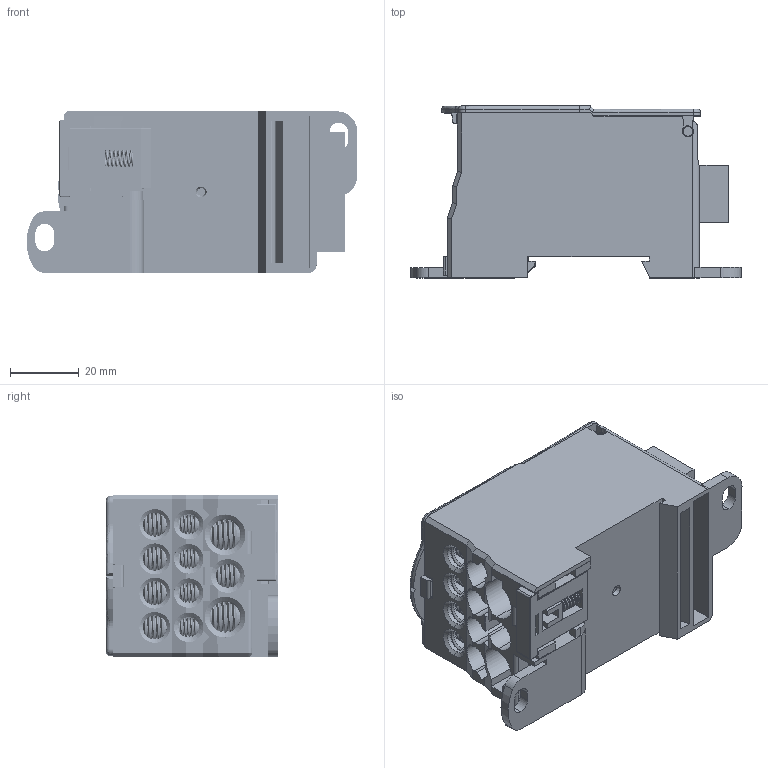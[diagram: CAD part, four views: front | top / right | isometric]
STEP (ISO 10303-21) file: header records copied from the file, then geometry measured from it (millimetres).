
FILE_DESCRIPTION (( 'STEP AP203' ), '1' );
FILE_NAME ('QM150012B.STEP', '2024-03-18T09:34:27', ( '' ), ( '' ), 'SwSTEP 2.0', 'SolidWorks 2022', '' );
FILE_SCHEMA (( 'CONFIG_CONTROL_DESIGN' ));
Products named in the file (1): QM150012B
Bounding box: 96.45 x 50.1 x 47.3 mm (x, y, z)
Volume: 92845.6 mm3; surface area: 70887.5 mm2
Topology: 18 solids, 18 shells, 2220 faces, 6148 edges, 4017 vertices
Faces by surface type: cylinder 1008, bspline 591, plane 495, cone 126
Entity records: 160352 total; most frequent: CARTESIAN_POINT 112625, ORIENTED_EDGE 12258, DIRECTION 6244, EDGE_CURVE 6129, VERTEX_POINT 4017, B_SPLINE_CURVE_WITH_KNOTS 3520, EDGE_LOOP 2350, FACE_OUTER_BOUND 2220
